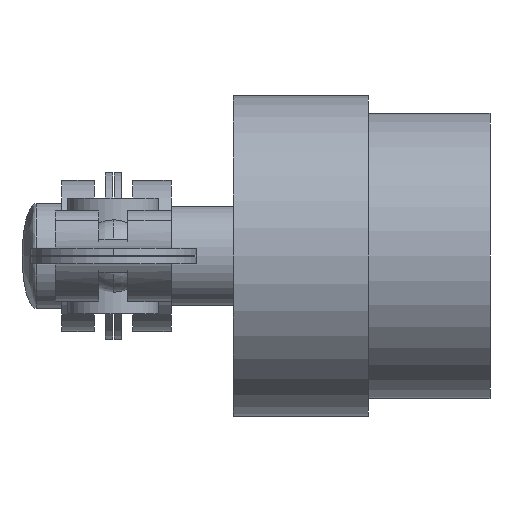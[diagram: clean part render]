
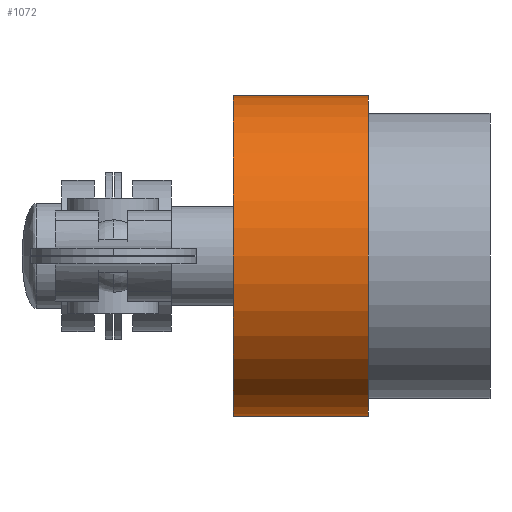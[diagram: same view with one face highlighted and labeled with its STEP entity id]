
A CAD part, left-side view. The second image highlights one B-rep face of the part: STEP entity #1072.
In plain terms, the highlighted cylindrical face has radius 5.625 mm (diameter 11.25 mm), a partial arc.
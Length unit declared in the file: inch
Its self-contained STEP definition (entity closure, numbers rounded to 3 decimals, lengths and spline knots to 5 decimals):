
#101 = DIRECTION ( 'NONE',  ( 0., 0., 1. ) ) ;
#600 = VERTEX_POINT ( 'NONE', #1001 ) ;
#843 = AXIS2_PLACEMENT_3D ( 'NONE', #3934, #1714, #101 ) ;
#1001 = CARTESIAN_POINT ( 'NONE',  ( 0.16784, 0., -0.22146 ) ) ;
#1072 = ADVANCED_FACE ( 'NONE', ( #3516 ), #2728, .T. ) ;
#1352 = ORIENTED_EDGE ( 'NONE', *, *, #3990, .F. ) ;
#1422 = DIRECTION ( 'NONE',  ( 0., 0., 1. ) ) ;
#1530 = EDGE_CURVE ( 'NONE', #3636, #600, #2719, .T. ) ;
#1560 = LINE ( 'NONE', #1582, #3968 ) ;
#1582 = CARTESIAN_POINT ( 'NONE',  ( 0.35433, 0., 0.22146 ) ) ;
#1714 = DIRECTION ( 'NONE',  ( -1., 0., 0. ) ) ;
#1735 = DIRECTION ( 'NONE',  ( -1., 0., 0. ) ) ;
#1771 = ORIENTED_EDGE ( 'NONE', *, *, #2709, .F. ) ;
#1784 = DIRECTION ( 'NONE',  ( -1., 0., 0. ) ) ;
#1883 = DIRECTION ( 'NONE',  ( 0., 0., 1. ) ) ;
#1903 = DIRECTION ( 'NONE',  ( -1., 0., 0. ) ) ;
#2033 = CARTESIAN_POINT ( 'NONE',  ( 0.35433, 0., -0.22146 ) ) ;
#2133 = ORIENTED_EDGE ( 'NONE', *, *, #2176, .T. ) ;
#2176 = EDGE_CURVE ( 'NONE', #2304, #3636, #3505, .T. ) ;
#2304 = VERTEX_POINT ( 'NONE', #2592 ) ;
#2483 = VECTOR ( 'NONE', #1784, 39.37008 ) ;
#2588 = CARTESIAN_POINT ( 'NONE',  ( 0.16784, 0., 0.22146 ) ) ;
#2592 = CARTESIAN_POINT ( 'NONE',  ( 0.35433, 0., 0.22146 ) ) ;
#2635 = VERTEX_POINT ( 'NONE', #2588 ) ;
#2673 = CARTESIAN_POINT ( 'NONE',  ( 0.35433, 0., -0.22146 ) ) ;
#2709 = EDGE_CURVE ( 'NONE', #2304, #2635, #1560, .T. ) ;
#2719 = LINE ( 'NONE', #2673, #2483 ) ;
#2728 = CYLINDRICAL_SURFACE ( 'NONE', #843, 0.22146 ) ;
#2777 = AXIS2_PLACEMENT_3D ( 'NONE', #3398, #1903, #1883 ) ;
#2870 = DIRECTION ( 'NONE',  ( -1., 0., 0. ) ) ;
#2985 = CARTESIAN_POINT ( 'NONE',  ( 0.16784, 0., 0. ) ) ;
#3073 = EDGE_LOOP ( 'NONE', ( #2133, #3274, #1352, #1771 ) ) ;
#3274 = ORIENTED_EDGE ( 'NONE', *, *, #1530, .T. ) ;
#3398 = CARTESIAN_POINT ( 'NONE',  ( 0.35433, 0., 0. ) ) ;
#3505 = CIRCLE ( 'NONE', #2777, 0.22146 ) ;
#3516 = FACE_OUTER_BOUND ( 'NONE', #3073, .T. ) ;
#3545 = AXIS2_PLACEMENT_3D ( 'NONE', #2985, #1735, #1422 ) ;
#3636 = VERTEX_POINT ( 'NONE', #2033 ) ;
#3934 = CARTESIAN_POINT ( 'NONE',  ( 0.35433, 0., 0. ) ) ;
#3948 = CIRCLE ( 'NONE', #3545, 0.22146 ) ;
#3968 = VECTOR ( 'NONE', #2870, 39.37008 ) ;
#3990 = EDGE_CURVE ( 'NONE', #2635, #600, #3948, .T. ) ;
